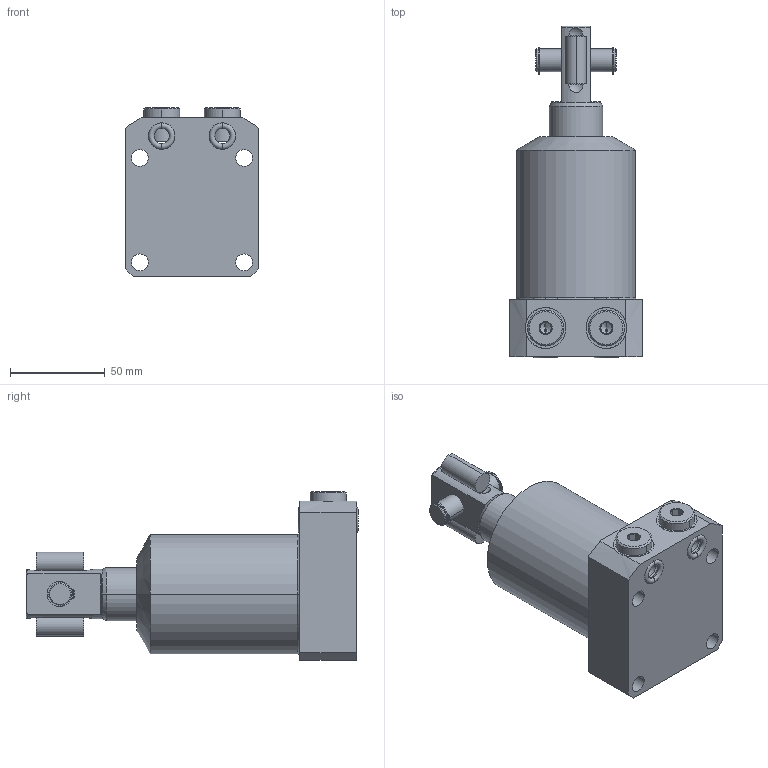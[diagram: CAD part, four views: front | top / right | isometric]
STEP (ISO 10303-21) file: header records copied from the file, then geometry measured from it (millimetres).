
FILE_DESCRIPTION((''),'2;1');
FILE_NAME('ILCML1415010S90','2015-03-25T',('maj'),(''),'PRO/ENGINEER BY PARAMETRIC TECHNOLOGY CORPORATION, 2013320','PRO/ENGINEER BY PARAMETRIC TECHNOLOGY CORPORATION, 2013320','');
FILE_SCHEMA(('AUTOMOTIVE_DESIGN { 1 0 10303 214 1 1 1 1 }'));
Length unit declared in the file: millimetre
Products named in the file (1): ILCML1415010S90
Bounding box: 70 x 175 x 89.05 mm (x, y, z)
Volume: 455252.3 mm3; surface area: 53784.8 mm2
Topology: 7 solids, 13 shells, 240 faces, 582 edges, 370 vertices
Faces by surface type: cylinder 96, plane 80, cone 40, torus 20, sphere 4
Entity records: 9242 total; most frequent: CARTESIAN_POINT 1535, DIRECTION 1314, ORIENTED_EDGE 1132, PRESENTATION_STYLE_ASSIGNMENT 591, STYLED_ITEM 591, CURVE_STYLE 578, EDGE_CURVE 578, AXIS2_PLACEMENT_3D 535
